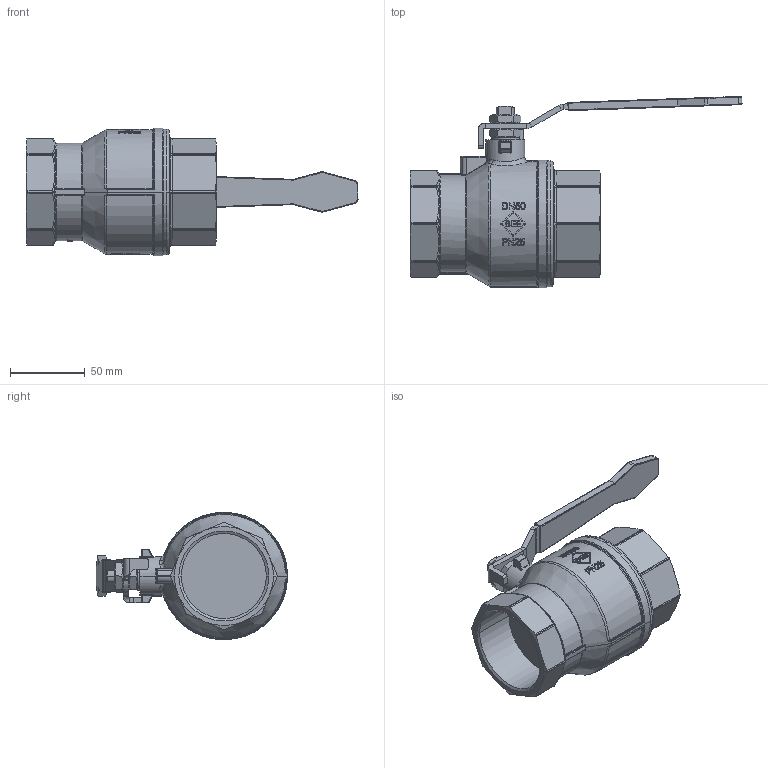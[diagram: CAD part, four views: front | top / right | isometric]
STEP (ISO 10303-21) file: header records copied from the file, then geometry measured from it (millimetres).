
FILE_DESCRIPTION(('STEP AP203'),'1');
FILE_NAME('0020036011050.stp','2025-06-12T11:51:35',('TraceParts'),('TraceParts S.A.'),'Spatial InterOp 3D',' ',' ');
FILE_SCHEMA(('CONFIG_CONTROL_DESIGN'));
Length unit declared in the file: millimetre
Products named in the file (1): 1
Bounding box: 221.4 x 127.5 x 85 mm (x, y, z)
Volume: 432121.8 mm3; surface area: 61585 mm2
Topology: 1 solids, 1 shells, 966 faces, 2465 edges, 1532 vertices
Faces by surface type: plane 300, cylinder 278, bspline 261, torus 56, cone 54, sphere 17
Entity records: 36755 total; most frequent: CARTESIAN_POINT 15002, ORIENTED_EDGE 4890, DIRECTION 4026, EDGE_CURVE 2445, AXIS2_PLACEMENT_3D 1559, VERTEX_POINT 1532, EDGE_LOOP 1017, ADVANCED_FACE 966
